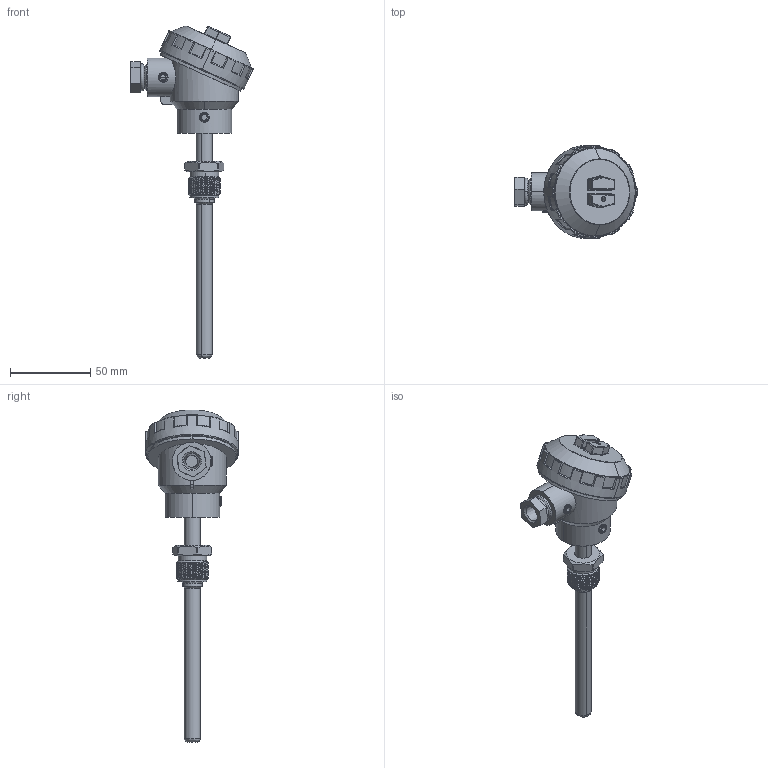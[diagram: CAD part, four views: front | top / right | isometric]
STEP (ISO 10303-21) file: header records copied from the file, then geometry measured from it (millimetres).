
FILE_DESCRIPTION (( 'STEP AP203' ), '1' );
FILE_NAME ('ﾄﾒﾑ335-50ﾌ.ﾂ3.100.ﾌﾃ.STEP', '2019-10-01T11:44:14', ( '' ), ( '' ), 'SwSTEP 2.0', 'SolidWorks 2015', '' );
FILE_SCHEMA (( 'CONFIG_CONTROL_DESIGN' ));
Length unit declared in the file: millimetre
Products named in the file (15): ｰ; ｦｨvｰ橳; +瘗 22  10; ¦õ¨õ¿þô 1ú1; ¦þýªðúª; ｦｨ涇橳 2; Tªºûúð ýø÷; úþ¨ÿº¸; Tøýª þ¸ýþòð; ｦ釚ｰ橳; -TT ; +瘗耩 皎 045; ﾄﾒﾑ335-50ﾌ.ﾂ3.100.ﾌﾃ; ︴; ｦｨ涇橳
Assembly tree (27 placements, depth 2):
  ﾄﾒﾑ335-50ﾌ.ﾂ3.100.ﾌﾃ
    úþ¨ÿº¸
    ｦｨ涇橳
    ｦ釚ｰ橳
    Tªºûúð ýø÷
    ︴
    Tøýª þ¸ýþòð  x11
    ¦þýªðúª  x3
    ｰ  x2
    ｦｨ涇橳 2
    ｦｨvｰ橳
    +瘗 22  10
    +瘗耩 皎 045
    ¦õ¨õ¿þô 1ú1
    -TT 
Bounding box: 76.31 x 58 x 206.97 mm (x, y, z)
Volume: 82144.7 mm3; surface area: 46504.2 mm2
Topology: 27 solids, 27 shells, 692 faces, 1671 edges, 1065 vertices
Faces by surface type: cylinder 260, plane 258, torus 75, cone 58, sphere 32, bspline 9
Entity records: 20995 total; most frequent: CARTESIAN_POINT 7081, DIRECTION 2572, ORIENTED_EDGE 2458, EDGE_CURVE 1229, AXIS2_PLACEMENT_3D 1008, VERTEX_POINT 790, EDGE_LOOP 575, VECTOR 556
